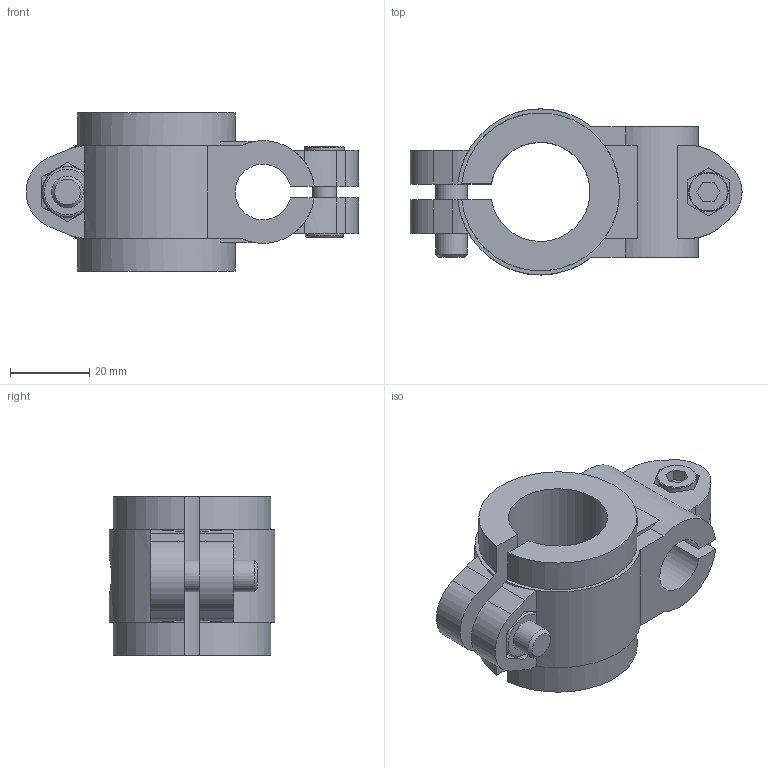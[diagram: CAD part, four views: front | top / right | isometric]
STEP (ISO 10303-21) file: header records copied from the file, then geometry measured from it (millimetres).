
FILE_DESCRIPTION( ( 'STEP AP214' ), '1' );
FILE_NAME( 'K0472.52514.stp', '2020-12-08T09:30:41', ( '' ), ( '' ), ' ', 'PARTsolutions', ' ' );
FILE_SCHEMA( ( 'AUTOMOTIVE_DESIGN { 1 0 10303 214 1 1 1 1 }' ) );
Length unit declared in the file: millimetre
Products named in the file (1): _K0472.52514
Bounding box: 84 x 42 x 40 mm (x, y, z)
Volume: 50060.2 mm3; surface area: 18783.6 mm2
Topology: 1 solids, 1 shells, 163 faces, 447 edges, 292 vertices
Faces by surface type: plane 94, cylinder 45, cone 18, torus 6
Full cylindrical faces by diameter (mm): 6 x1, 6.5 x2, 6.647 x1, 8 x2, 8.5 x2, 9.6 x1, 9.998 x1, 10 x1, 12.6 x1, 12.9 x1
Entity records: 6494 total; most frequent: CARTESIAN_POINT 1133, ORIENTED_EDGE 826, DIRECTION 820, EDGE_CURVE 413, AXIS2_PLACEMENT_3D 288, VERTEX_POINT 283, LINE 244, VECTOR 244
